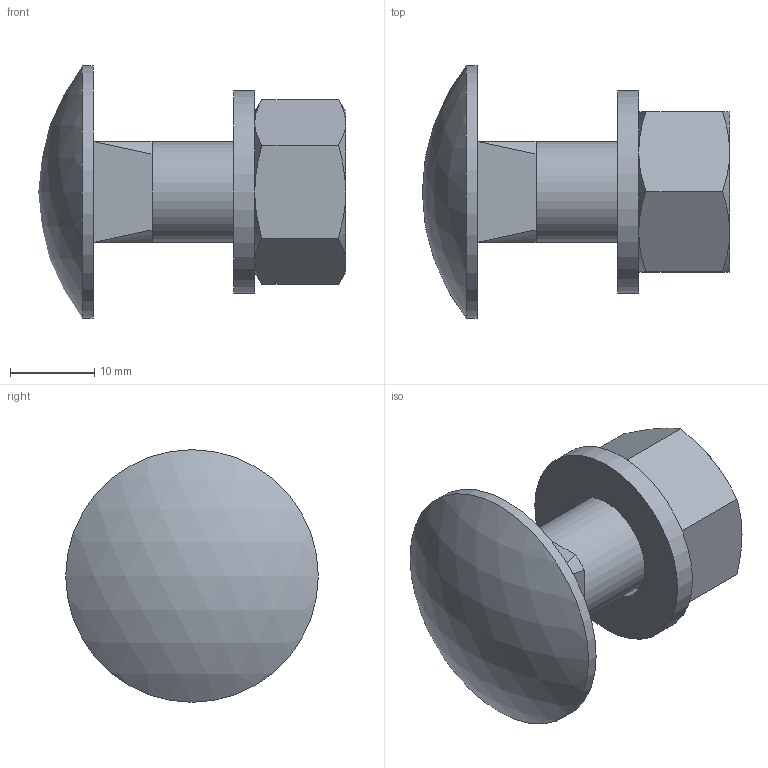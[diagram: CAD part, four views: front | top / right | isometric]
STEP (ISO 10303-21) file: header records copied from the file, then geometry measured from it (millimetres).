
FILE_DESCRIPTION (( 'STEP AP214' ), '1' );
FILE_NAME ('6406270.stp', '2021-10-19T09:00:09', ( '' ), ( '' ), 'SwSTEP 2.0', 'SolidWorks 2020', '' );
FILE_SCHEMA (( 'AUTOMOTIVE_DESIGN' ));
Length unit declared in the file: millimetre
Products named in the file (4): 047721_Hexagon Nut ISO 4032 - M12 - D - N; 009201_M8x25-; 6406270; BS001 5_Washer DIN 125 - A 13
Assembly tree (3 placements, depth 2):
  6406270
    009201_M8x25-
    BS001 5_Washer DIN 125 - A 13
    047721_Hexagon Nut ISO 4032 - M12 - D - N
Bounding box: 36.5 x 30 x 30 mm (x, y, z)
Volume: 9660.2 mm3; surface area: 5176.8 mm2
Topology: 3 solids, 3 shells, 46 faces, 93 edges, 54 vertices
Faces by surface type: plane 20, cone 19, cylinder 6, sphere 1
Full cylindrical faces by diameter (mm): 10.2 x1, 12 x2, 13 x1, 24 x1, 30 x1
Entity records: 1412 total; most frequent: CARTESIAN_POINT 356, DIRECTION 188, ORIENTED_EDGE 166, AXIS2_PLACEMENT_3D 85, EDGE_CURVE 83, EDGE_LOOP 60, VERTEX_POINT 53, FACE_OUTER_BOUND 52
